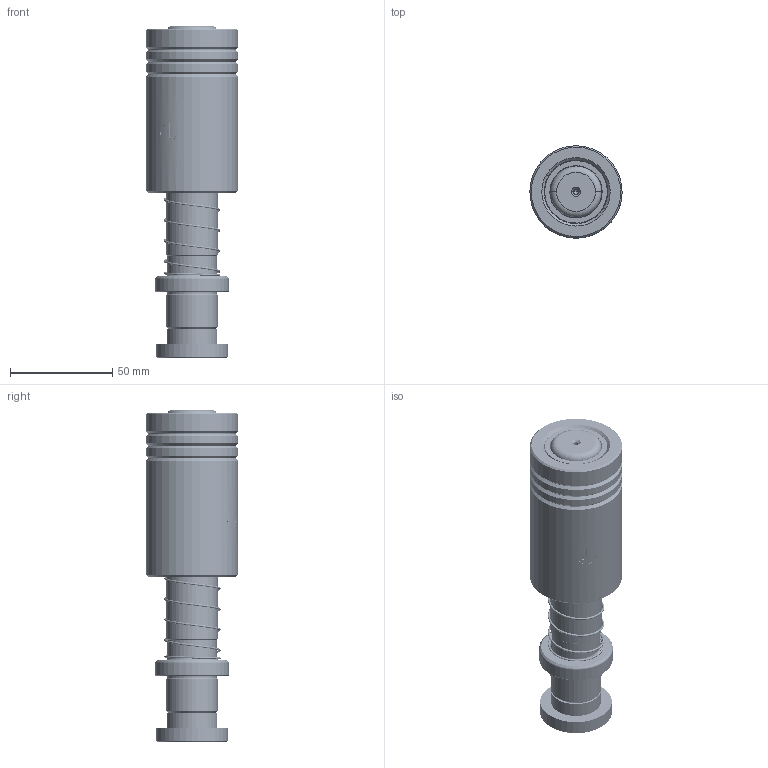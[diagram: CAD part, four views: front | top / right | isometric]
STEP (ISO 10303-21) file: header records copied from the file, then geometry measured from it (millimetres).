
FILE_DESCRIPTION (( 'STEP AP214' ), '1' );
FILE_NAME ('HBSH(HBJH)-D25-L130(BL-80).STEP', '2021-08-13T08:38:01', ( '' ), ( '' ), 'SwSTEP 2.0', 'SolidWorks 2016', '' );
FILE_SCHEMA (( 'AUTOMOTIVE_DESIGN' ));
Length unit declared in the file: millimetre
Products named in the file (301): BALL-D3; BSH-30.5-25.5-L75; HBSH(HBJH)-D25-L130(BL-80); BSH-D30.5-25.5-L75郪蚾; DRP蹟簽D25; BRP-D25-L130; HWP-D27.5-d25.5-L60; TBB-D45-d31-L80
Assembly tree (295 placements, depth 3):
  BALL-D3
  BALL-D3
  BALL-D3
  BALL-D3
  BALL-D3
Bounding box: 45 x 45 x 162 mm (x, y, z)
Volume: 163637.9 mm3; surface area: 67946.7 mm2
Topology: 291 solids, 291 shells, 1288 faces, 5528 edges, 3668 vertices
Faces by surface type: sphere 1144, cylinder 42, cone 40, torus 24, plane 24, bspline 14
Entity records: 56086 total; most frequent: CARTESIAN_POINT 32201, ORIENTED_EDGE 4174, DIRECTION 3605, EDGE_CURVE 2087, AXIS2_PLACEMENT_3D 1745, VERTEX_POINT 1368, EDGE_LOOP 1283, B_SPLINE_CURVE_WITH_KNOTS 1235
